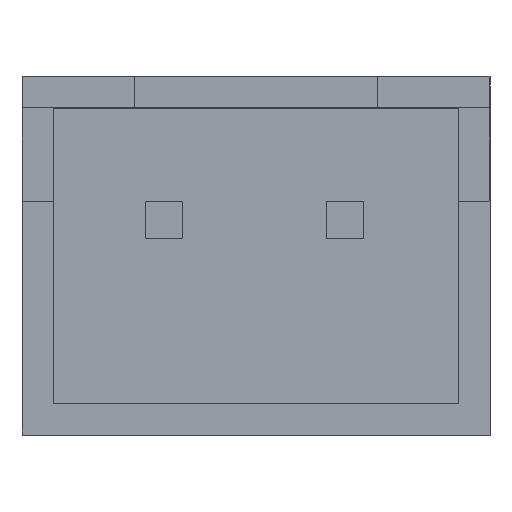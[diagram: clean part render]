
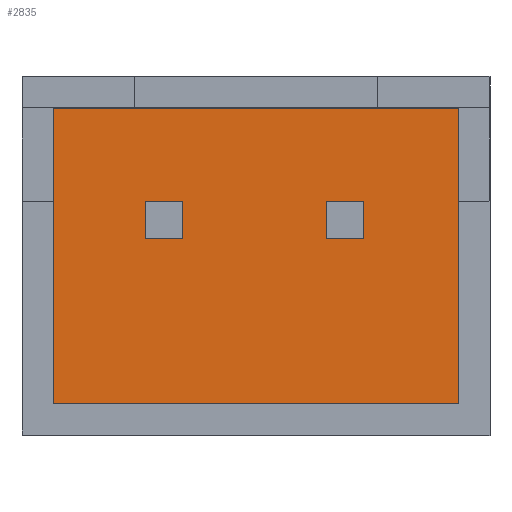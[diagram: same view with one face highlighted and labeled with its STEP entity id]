
A CAD part, top view. The second image highlights one B-rep face of the part: STEP entity #2835.
In plain terms, the highlighted planar face has unit normal (0, 0, 1).
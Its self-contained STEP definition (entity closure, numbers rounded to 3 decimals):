
#295=FACE_OUTER_BOUND('',#454,.T.);
#454=EDGE_LOOP('',(#1888,#1889,#1890,#1891));
#621=LINE('',#3562,#892);
#622=LINE('',#3564,#893);
#623=LINE('',#3566,#894);
#624=LINE('',#3567,#895);
#892=VECTOR('',#3122,10.);
#893=VECTOR('',#3123,10.);
#894=VECTOR('',#3124,10.);
#895=VECTOR('',#3125,10.);
#1163=VERTEX_POINT('',#3560);
#1164=VERTEX_POINT('',#3561);
#1165=VERTEX_POINT('',#3563);
#1166=VERTEX_POINT('',#3565);
#1453=EDGE_CURVE('',#1163,#1164,#621,.T.);
#1454=EDGE_CURVE('',#1165,#1163,#622,.T.);
#1455=EDGE_CURVE('',#1166,#1165,#623,.T.);
#1456=EDGE_CURVE('',#1164,#1166,#624,.T.);
#1888=ORIENTED_EDGE('',*,*,#1453,.F.);
#1889=ORIENTED_EDGE('',*,*,#1454,.F.);
#1890=ORIENTED_EDGE('',*,*,#1455,.F.);
#1891=ORIENTED_EDGE('',*,*,#1456,.F.);
#2758=PLANE('',#3033);
#2835=ADVANCED_FACE('',(#295),#2758,.T.);
#3033=AXIS2_PLACEMENT_3D('',#3559,#3120,#3121);
#3120=DIRECTION('center_axis',(0.,0.,1.));
#3121=DIRECTION('ref_axis',(1.,0.,0.));
#3122=DIRECTION('',(0.,-1.,0.));
#3123=DIRECTION('',(1.,0.,0.));
#3124=DIRECTION('',(0.,1.,0.));
#3125=DIRECTION('',(-1.,0.,0.));
#3559=CARTESIAN_POINT('Origin',(28.75,27.875,1.));
#3560=CARTESIAN_POINT('',(32.,30.25,1.));
#3561=CARTESIAN_POINT('',(32.,25.5,1.));
#3562=CARTESIAN_POINT('',(32.,28.313,1.));
#3563=CARTESIAN_POINT('',(25.5,30.25,1.));
#3564=CARTESIAN_POINT('',(26.875,30.25,1.));
#3565=CARTESIAN_POINT('',(25.5,25.5,1.));
#3566=CARTESIAN_POINT('',(25.5,26.688,1.));
#3567=CARTESIAN_POINT('',(30.375,25.5,1.));
